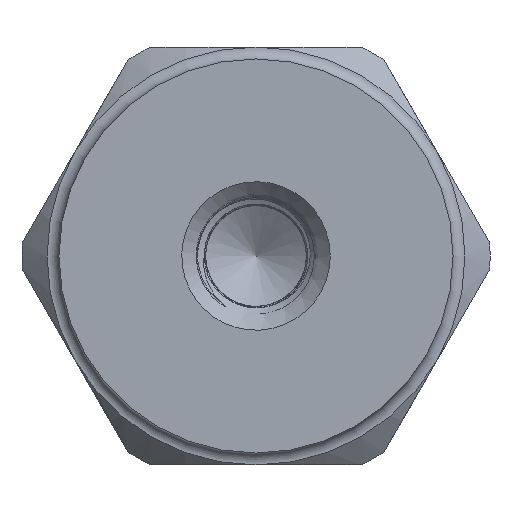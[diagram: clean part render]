
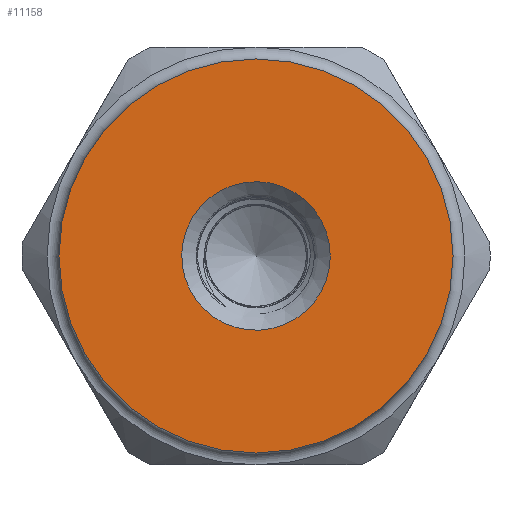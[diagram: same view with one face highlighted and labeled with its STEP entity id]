
A CAD part, front view. The second image highlights one B-rep face of the part: STEP entity #11158.
In plain terms, the highlighted planar face has unit normal (0, -1, 0).
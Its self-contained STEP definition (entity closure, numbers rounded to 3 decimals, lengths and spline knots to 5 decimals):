
#138=FACE_BOUND('',#1465,.T.);
#229=PLANE('',#11457);
#382=CIRCLE('',#11425,0.1555);
#401=CIRCLE('',#11458,0.4125);
#1192=FACE_OUTER_BOUND('',#1464,.T.);
#1464=EDGE_LOOP('',(#6811));
#1465=EDGE_LOOP('',(#6812));
#3256=VERTEX_POINT('',#16510);
#3287=VERTEX_POINT('',#16625);
#4665=EDGE_CURVE('',#3256,#3256,#382,.T.);
#4709=EDGE_CURVE('',#3287,#3287,#401,.T.);
#6811=ORIENTED_EDGE('',*,*,#4709,.T.);
#6812=ORIENTED_EDGE('',*,*,#4665,.F.);
#11158=ADVANCED_FACE('',(#1192,#138),#229,.F.);
#11425=AXIS2_PLACEMENT_3D('',#16511,#12405,#12406);
#11457=AXIS2_PLACEMENT_3D('',#16624,#12481,#12482);
#11458=AXIS2_PLACEMENT_3D('',#16626,#12483,#12484);
#12405=DIRECTION('center_axis',(0.,-1.,0.));
#12406=DIRECTION('ref_axis',(-1.,0.,0.));
#12481=DIRECTION('center_axis',(0.,1.,0.));
#12482=DIRECTION('ref_axis',(0.,0.,1.));
#12483=DIRECTION('center_axis',(0.,-1.,0.));
#12484=DIRECTION('ref_axis',(-1.,0.,0.));
#16510=CARTESIAN_POINT('',(0.1555,-0.45,0.));
#16511=CARTESIAN_POINT('Origin',(0.,-0.45,0.));
#16624=CARTESIAN_POINT('Origin',(0.,-0.45,0.));
#16625=CARTESIAN_POINT('',(0.4125,-0.45,0.));
#16626=CARTESIAN_POINT('Origin',(0.,-0.45,0.));
